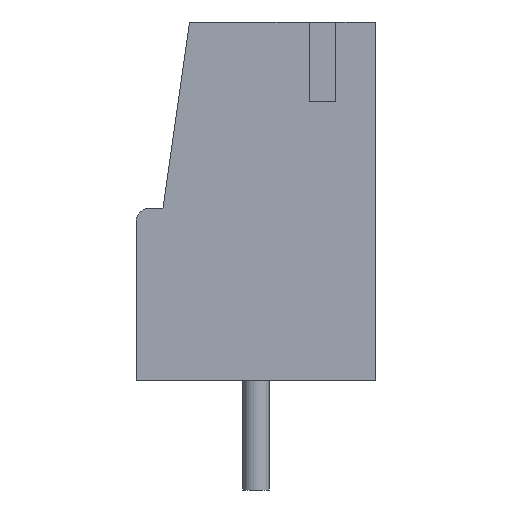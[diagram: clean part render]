
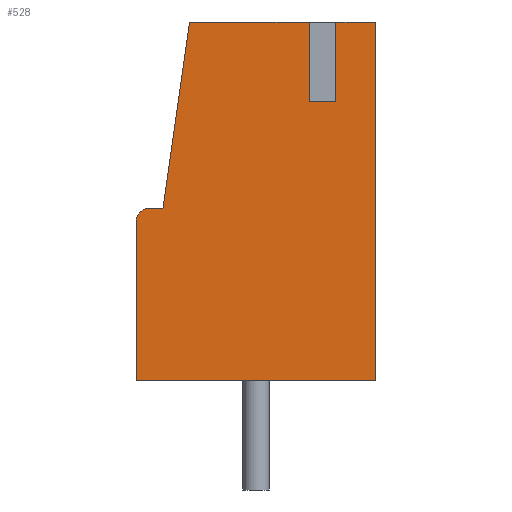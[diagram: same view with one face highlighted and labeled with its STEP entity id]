
A CAD part, front view. The second image highlights one B-rep face of the part: STEP entity #528.
In plain terms, the highlighted planar face has unit normal (0, -1, 0).
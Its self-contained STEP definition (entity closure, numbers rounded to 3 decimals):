
#13=DIRECTION('',(0.,0.,1.));
#14=DIRECTION('',(1.,0.,0.));
#72=VERTEX_POINT('',#73);
#73=CARTESIAN_POINT('',(4.5,-25.,0.));
#76=DIRECTION('',(0.,-1.,0.));
#77=ORIENTED_EDGE('',*,*,#78,.T.);
#78=EDGE_CURVE('',#72,#79,#81,.T.);
#79=VERTEX_POINT('',#80);
#80=CARTESIAN_POINT('',(4.5,-25.,13.5));
#81=LINE('',#73,#82);
#82=VECTOR('',#13,1.);
#93=DIRECTION('',(-1.,0.,0.));
#102=VECTOR('',#14,1.);
#114=VECTOR('',#93,1.);
#357=VERTEX_POINT('',#358);
#358=CARTESIAN_POINT('',(-4.5,-25.,0.));
#359=ORIENTED_EDGE('',*,*,#360,.T.);
#360=EDGE_CURVE('',#357,#72,#361,.T.);
#361=LINE('',#358,#102);
#374=ORIENTED_EDGE('',*,*,#375,.T.);
#375=EDGE_CURVE('',#79,#376,#378,.T.);
#376=VERTEX_POINT('',#377);
#377=CARTESIAN_POINT('',(3.,-25.,13.5));
#378=LINE('',#80,#114);
#392=VERTEX_POINT('',#393);
#393=CARTESIAN_POINT('',(2.,-25.,13.5));
#396=ORIENTED_EDGE('',*,*,#397,.T.);
#397=EDGE_CURVE('',#392,#398,#378,.T.);
#398=VERTEX_POINT('',#399);
#399=CARTESIAN_POINT('',(-2.5,-25.,13.5));
#495=DIRECTION('',(0.,0.,-1.));
#506=VECTOR('',#507,1.);
#507=DIRECTION('',(-0.141,0.,-0.99));
#523=VECTOR('',#495,1.);
#528=ADVANCED_FACE('',(#529),#567,.T.);
#529=FACE_BOUND('',#530,.T.);
#530=EDGE_LOOP('',(#359,#77,#374,#531,#537,#543,#396,#547,#552,#557,#564));
#531=ORIENTED_EDGE('',*,*,#532,.F.);
#532=EDGE_CURVE('',#533,#376,#535,.T.);
#533=VERTEX_POINT('',#534);
#534=CARTESIAN_POINT('',(3.,-25.,10.5));
#535=LINE('',#536,#82);
#536=CARTESIAN_POINT('',(3.,-25.,8.471));
#537=ORIENTED_EDGE('',*,*,#538,.T.);
#538=EDGE_CURVE('',#533,#539,#541,.T.);
#539=VERTEX_POINT('',#540);
#540=CARTESIAN_POINT('',(2.,-25.,10.5));
#541=LINE('',#542,#114);
#542=CARTESIAN_POINT('',(1.163,-25.,10.5));
#543=ORIENTED_EDGE('',*,*,#544,.T.);
#544=EDGE_CURVE('',#539,#392,#545,.T.);
#545=LINE('',#546,#82);
#546=CARTESIAN_POINT('',(2.,-25.,8.471));
#547=ORIENTED_EDGE('',*,*,#548,.T.);
#548=EDGE_CURVE('',#398,#549,#551,.T.);
#549=VERTEX_POINT('',#550);
#550=CARTESIAN_POINT('',(-3.5,-25.,6.5));
#551=LINE('',#399,#506);
#552=ORIENTED_EDGE('',*,*,#553,.T.);
#553=EDGE_CURVE('',#549,#554,#556,.T.);
#554=VERTEX_POINT('',#555);
#555=CARTESIAN_POINT('',(-4.,-25.,6.5));
#556=LINE('',#550,#114);
#557=ORIENTED_EDGE('',*,*,#558,.T.);
#558=EDGE_CURVE('',#554,#559,#561,.T.);
#559=VERTEX_POINT('',#560);
#560=CARTESIAN_POINT('',(-4.5,-25.,6.));
#561=ELLIPSE('',#562,0.5,0.5);
#562=AXIS2_PLACEMENT_3D('',#563,#76,#14);
#563=CARTESIAN_POINT('',(-4.,-25.,6.));
#564=ORIENTED_EDGE('',*,*,#565,.T.);
#565=EDGE_CURVE('',#559,#357,#566,.T.);
#566=LINE('',#560,#523);
#567=PLANE('',#568);
#568=AXIS2_PLACEMENT_3D('',#569,#76,#495);
#569=CARTESIAN_POINT('',(0.326,-25.,6.442));
